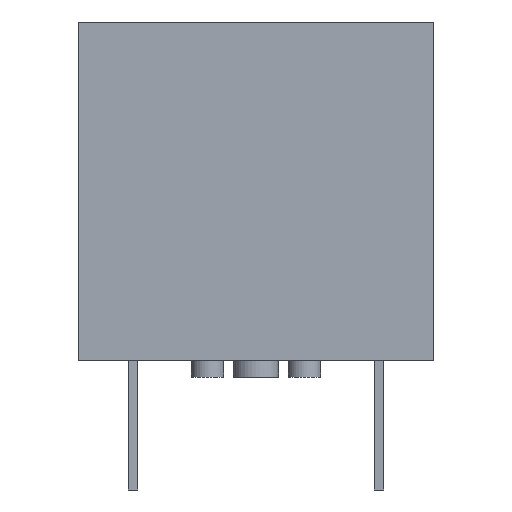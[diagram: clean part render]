
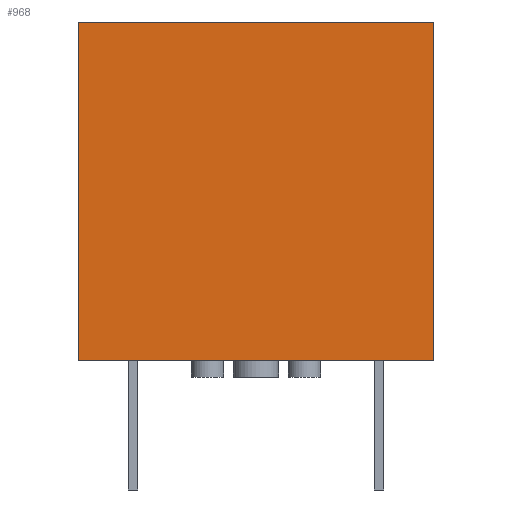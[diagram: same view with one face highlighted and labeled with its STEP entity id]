
A CAD part, left-side view. The second image highlights one B-rep face of the part: STEP entity #968.
In plain terms, the highlighted planar face has unit normal (-1, 0, 0).
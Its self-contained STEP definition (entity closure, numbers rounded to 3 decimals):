
#203 = EDGE_CURVE('',#204,#206,#208,.T.);
#204 = VERTEX_POINT('',#205);
#205 = CARTESIAN_POINT('',(-10.,5.5,0.6));
#206 = VERTEX_POINT('',#207);
#207 = CARTESIAN_POINT('',(-10.,-5.5,0.6));
#208 = LINE('',#209,#210);
#209 = CARTESIAN_POINT('',(-10.,5.5,0.6));
#210 = VECTOR('',#211,1.);
#211 = DIRECTION('',(0.,-1.,0.));
#399 = VERTEX_POINT('',#400);
#400 = CARTESIAN_POINT('',(-10.,-5.5,11.1));
#406 = EDGE_CURVE('',#399,#206,#407,.T.);
#407 = LINE('',#408,#409);
#408 = CARTESIAN_POINT('',(-10.,-5.5,11.1));
#409 = VECTOR('',#410,1.);
#410 = DIRECTION('',(0.,0.,-1.));
#454 = EDGE_CURVE('',#455,#399,#457,.T.);
#455 = VERTEX_POINT('',#456);
#456 = CARTESIAN_POINT('',(-10.,5.5,11.1));
#457 = LINE('',#458,#459);
#458 = CARTESIAN_POINT('',(-10.,5.5,11.1));
#459 = VECTOR('',#460,1.);
#460 = DIRECTION('',(0.,-1.,0.));
#479 = EDGE_CURVE('',#455,#204,#480,.T.);
#480 = LINE('',#481,#482);
#481 = CARTESIAN_POINT('',(-10.,5.5,11.1));
#482 = VECTOR('',#483,1.);
#483 = DIRECTION('',(0.,0.,-1.));
#968 = ADVANCED_FACE('',(#969),#975,.F.);
#969 = FACE_BOUND('',#970,.T.);
#970 = EDGE_LOOP('',(#971,#972,#973,#974));
#971 = ORIENTED_EDGE('',*,*,#203,.T.);
#972 = ORIENTED_EDGE('',*,*,#406,.F.);
#973 = ORIENTED_EDGE('',*,*,#454,.F.);
#974 = ORIENTED_EDGE('',*,*,#479,.T.);
#975 = PLANE('',#976);
#976 = AXIS2_PLACEMENT_3D('',#977,#978,#979);
#977 = CARTESIAN_POINT('',(-10.,5.5,11.1));
#978 = DIRECTION('',(1.,0.,0.));
#979 = DIRECTION('',(0.,1.,0.));
